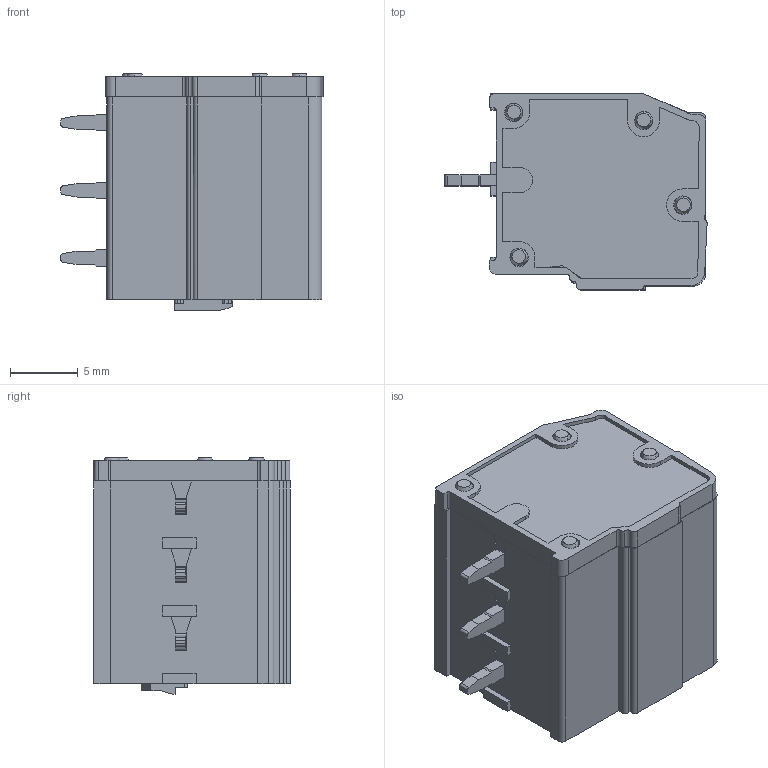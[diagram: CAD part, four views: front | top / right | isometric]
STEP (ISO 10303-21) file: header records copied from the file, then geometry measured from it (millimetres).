
FILE_DESCRIPTION(/* description */ (''),/* implementation_level */ '2;1');
FILE_NAME(/* name */ '239103.stp',/* time_stamp */ '2022-04-24T14:20:15+08:00',/* author */ (''),/* organization */ (''),/* preprocessor_version */ 'ST-DEVELOPER v16.7',/* originating_system */ 'SIEMENS PLM Software NX 12.0',/* authorisation */ '');
FILE_SCHEMA (('AUTOMOTIVE_DESIGN { 1 0 10303 214 3 1 1 1 }'));
Length unit declared in the file: millimetre
Products named in the file (1): SP32FC80BDtqwc
Bounding box: 19.39 x 14.5 x 17.45 mm (x, y, z)
Volume: 3462.7 mm3; surface area: 1533.7 mm2
Topology: 1 solids, 4 shells, 270 faces, 716 edges, 467 vertices
Faces by surface type: plane 201, cylinder 54, bspline 8, cone 6, sphere 1
Entity records: 8741 total; most frequent: CARTESIAN_POINT 1894, ORIENTED_EDGE 1430, DIRECTION 1373, EDGE_CURVE 715, LINE 537, VECTOR 537, VERTEX_POINT 467, AXIS2_PLACEMENT_3D 418
